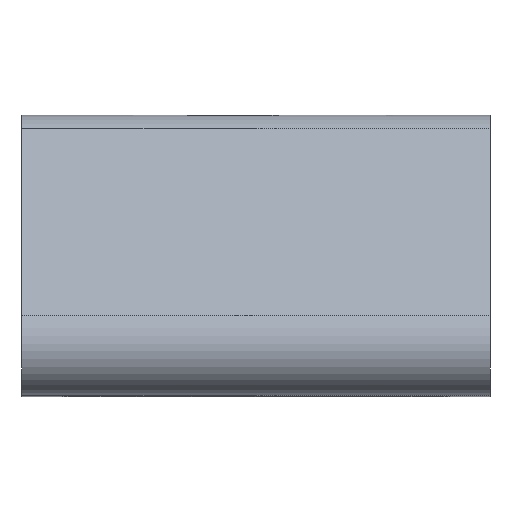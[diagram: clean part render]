
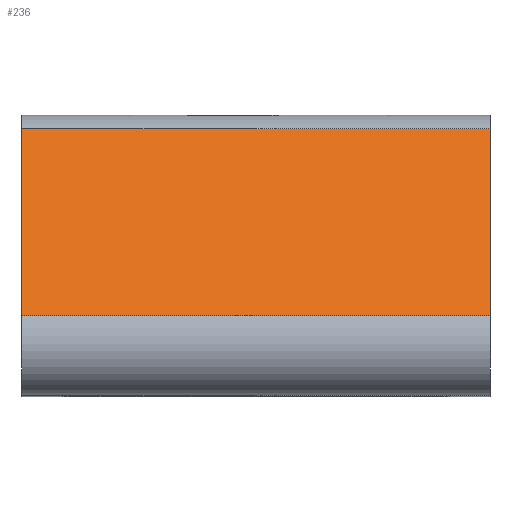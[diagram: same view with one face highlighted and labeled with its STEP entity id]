
A CAD part, top view. The second image highlights one B-rep face of the part: STEP entity #236.
In plain terms, the highlighted planar face has unit normal (0, 0.707, 0.707).
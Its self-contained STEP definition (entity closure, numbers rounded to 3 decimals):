
#22=PLANE('',#267);
#45=LINE('',#385,#63);
#47=LINE('',#391,#65);
#48=LINE('',#393,#66);
#49=LINE('',#395,#67);
#63=VECTOR('',#305,1000.);
#65=VECTOR('',#311,1000.);
#66=VECTOR('',#312,1000.);
#67=VECTOR('',#313,1000.);
#92=ORIENTED_EDGE('',*,*,#154,.T.);
#93=ORIENTED_EDGE('',*,*,#155,.F.);
#94=ORIENTED_EDGE('',*,*,#156,.F.);
#95=ORIENTED_EDGE('',*,*,#151,.T.);
#151=EDGE_CURVE('',#182,#181,#45,.T.);
#154=EDGE_CURVE('',#181,#184,#47,.T.);
#155=EDGE_CURVE('',#185,#184,#48,.T.);
#156=EDGE_CURVE('',#182,#185,#49,.T.);
#181=VERTEX_POINT('',#384);
#182=VERTEX_POINT('',#386);
#184=VERTEX_POINT('',#392);
#185=VERTEX_POINT('',#394);
#199=EDGE_LOOP('',(#92,#93,#94,#95));
#215=FACE_BOUND('',#199,.T.);
#236=ADVANCED_FACE('',(#215),#22,.F.);
#267=AXIS2_PLACEMENT_3D('',#390,#309,#310);
#305=DIRECTION('',(-1.,0.,0.));
#309=DIRECTION('',(0.,-0.707,-0.707));
#310=DIRECTION('',(0.,0.707,-0.707));
#311=DIRECTION('',(0.,-0.707,0.707));
#312=DIRECTION('',(-1.,0.,0.));
#313=DIRECTION('',(0.,-0.707,0.707));
#384=CARTESIAN_POINT('',(-2.,2.283,1.467));
#385=CARTESIAN_POINT('',(2.,2.283,1.467));
#386=CARTESIAN_POINT('',(2.,2.283,1.467));
#390=CARTESIAN_POINT('',(2.,2.283,1.467));
#391=CARTESIAN_POINT('',(-2.,2.283,1.467));
#392=CARTESIAN_POINT('',(-2.,0.683,3.067));
#393=CARTESIAN_POINT('',(2.,0.683,3.067));
#394=CARTESIAN_POINT('',(2.,0.683,3.067));
#395=CARTESIAN_POINT('',(2.,2.283,1.467));
